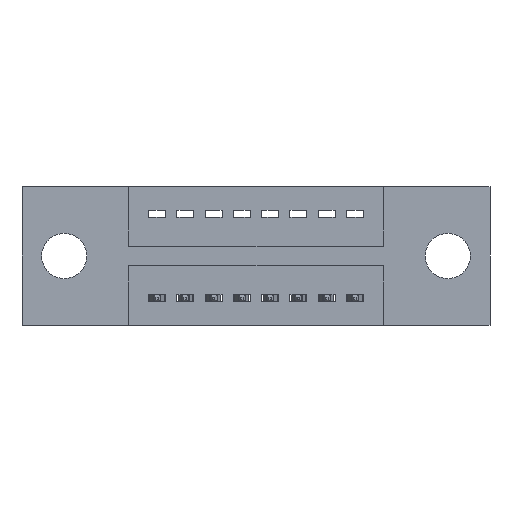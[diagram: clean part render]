
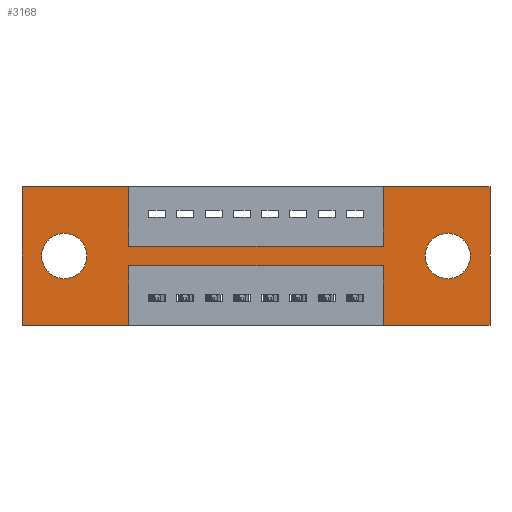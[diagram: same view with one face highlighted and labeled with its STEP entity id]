
A CAD part, front view. The second image highlights one B-rep face of the part: STEP entity #3168.
In plain terms, the highlighted planar face has unit normal (0, -1, 0).
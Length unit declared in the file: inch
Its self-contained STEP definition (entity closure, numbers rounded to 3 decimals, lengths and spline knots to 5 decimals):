
#31 = VERTEX_POINT ( 'NONE', #1660 ) ;
#174 = EDGE_CURVE ( 'NONE', #3862, #1625, #9010, .T. ) ;
#245 = DIRECTION ( 'NONE',  ( 0., 0., -1. ) ) ;
#566 = VERTEX_POINT ( 'NONE', #4246 ) ;
#576 = DIRECTION ( 'NONE',  ( 1., 0., 0. ) ) ;
#609 = ORIENTED_EDGE ( 'NONE', *, *, #1477, .F. ) ;
#793 = AXIS2_PLACEMENT_3D ( 'NONE', #9289, #8698, #2175 ) ;
#796 = DIRECTION ( 'NONE',  ( 0., 0., -1. ) ) ;
#1051 = CARTESIAN_POINT ( 'NONE',  ( 1.5055, 0., -0.325 ) ) ;
#1054 = VERTEX_POINT ( 'NONE', #3438 ) ;
#1055 = DIRECTION ( 'NONE',  ( -1., 0., 0. ) ) ;
#1092 = EDGE_LOOP ( 'NONE', ( #6172, #3834, #609, #5524, #3381, #1113, #8537, #1135, #3821, #8906, #4953, #4794 ) ) ;
#1113 = ORIENTED_EDGE ( 'NONE', *, *, #174, .F. ) ;
#1125 = VERTEX_POINT ( 'NONE', #5648 ) ;
#1135 = ORIENTED_EDGE ( 'NONE', *, *, #9091, .F. ) ;
#1146 = AXIS2_PLACEMENT_3D ( 'NONE', #3641, #7151, #6555 ) ;
#1274 = DIRECTION ( 'NONE',  ( 0., 1., 0. ) ) ;
#1283 = EDGE_CURVE ( 'NONE', #6171, #3962, #2657, .T. ) ;
#1461 = CARTESIAN_POINT ( 'NONE',  ( 0.3775, 0., -0.28 ) ) ;
#1477 = EDGE_CURVE ( 'NONE', #31, #6171, #5182, .T. ) ;
#1625 = VERTEX_POINT ( 'NONE', #1913 ) ;
#1660 = CARTESIAN_POINT ( 'NONE',  ( 0.3775, 0., 0. ) ) ;
#1845 = VERTEX_POINT ( 'NONE', #6475 ) ;
#1913 = CARTESIAN_POINT ( 'NONE',  ( 0., 0., -0.49 ) ) ;
#2045 = CARTESIAN_POINT ( 'NONE',  ( 0.3775, 0., -0.28 ) ) ;
#2175 = DIRECTION ( 'NONE',  ( 0., 0., -1. ) ) ;
#2196 = EDGE_CURVE ( 'NONE', #1845, #9141, #7657, .T. ) ;
#2236 = VECTOR ( 'NONE', #1055, 39.37008 ) ;
#2304 = CARTESIAN_POINT ( 'NONE',  ( 0., 0., 0. ) ) ;
#2493 = VECTOR ( 'NONE', #4321, 39.37008 ) ;
#2558 = CARTESIAN_POINT ( 'NONE',  ( 0., 0., -0.49 ) ) ;
#2642 = CIRCLE ( 'NONE', #1146, 0.08 ) ;
#2657 = LINE ( 'NONE', #4313, #3798 ) ;
#2670 = DIRECTION ( 'NONE',  ( 0., 1., 0. ) ) ;
#2750 = FACE_OUTER_BOUND ( 'NONE', #1092, .T. ) ;
#2809 = PLANE ( 'NONE',  #793 ) ;
#2874 = CARTESIAN_POINT ( 'NONE',  ( 1.2775, 0., -0.21 ) ) ;
#2881 = VECTOR ( 'NONE', #5918, 39.37008 ) ;
#3081 = DIRECTION ( 'NONE',  ( 0., 0., -1. ) ) ;
#3168 = ADVANCED_FACE ( 'NONE', ( #6947, #4106, #2750 ), #2809, .T. ) ;
#3363 = EDGE_CURVE ( 'NONE', #1054, #1125, #5603, .T. ) ;
#3381 = ORIENTED_EDGE ( 'NONE', *, *, #8279, .F. ) ;
#3395 = DIRECTION ( 'NONE',  ( 0., 0., 1. ) ) ;
#3416 = CARTESIAN_POINT ( 'NONE',  ( 0.1495, 0., -0.245 ) ) ;
#3438 = CARTESIAN_POINT ( 'NONE',  ( 1.2775, 0., 0. ) ) ;
#3633 = CARTESIAN_POINT ( 'NONE',  ( 1.2775, 0., -0.28 ) ) ;
#3641 = CARTESIAN_POINT ( 'NONE',  ( 0.1495, 0., -0.245 ) ) ;
#3652 = EDGE_CURVE ( 'NONE', #4228, #3862, #8083, .T. ) ;
#3798 = VECTOR ( 'NONE', #5681, 39.37008 ) ;
#3821 = ORIENTED_EDGE ( 'NONE', *, *, #2196, .F. ) ;
#3824 = DIRECTION ( 'NONE',  ( 1., 0., 0. ) ) ;
#3834 = ORIENTED_EDGE ( 'NONE', *, *, #1283, .F. ) ;
#3862 = VERTEX_POINT ( 'NONE', #5374 ) ;
#3878 = CARTESIAN_POINT ( 'NONE',  ( 1.5055, 0., -0.245 ) ) ;
#3962 = VERTEX_POINT ( 'NONE', #7736 ) ;
#3980 = LINE ( 'NONE', #2304, #4539 ) ;
#3999 = EDGE_CURVE ( 'NONE', #8363, #5424, #2642, .T. ) ;
#4106 = FACE_BOUND ( 'NONE', #5333, .T. ) ;
#4154 = CARTESIAN_POINT ( 'NONE',  ( 0., 0., 0. ) ) ;
#4228 = VERTEX_POINT ( 'NONE', #1461 ) ;
#4246 = CARTESIAN_POINT ( 'NONE',  ( 1.655, 0., -0.49 ) ) ;
#4313 = CARTESIAN_POINT ( 'NONE',  ( 0.3775, 0., -0.21 ) ) ;
#4321 = DIRECTION ( 'NONE',  ( -1., 0., 0. ) ) ;
#4379 = EDGE_CURVE ( 'NONE', #5984, #31, #8569, .T. ) ;
#4434 = EDGE_CURVE ( 'NONE', #1125, #566, #4955, .T. ) ;
#4458 = VECTOR ( 'NONE', #5777, 39.37008 ) ;
#4539 = VECTOR ( 'NONE', #5909, 39.37008 ) ;
#4592 = EDGE_CURVE ( 'NONE', #5424, #8363, #6493, .T. ) ;
#4678 = ORIENTED_EDGE ( 'NONE', *, *, #6565, .T. ) ;
#4742 = VECTOR ( 'NONE', #3081, 39.37008 ) ;
#4770 = DIRECTION ( 'NONE',  ( -1., 0., 0. ) ) ;
#4794 = ORIENTED_EDGE ( 'NONE', *, *, #3363, .F. ) ;
#4916 = VECTOR ( 'NONE', #576, 39.37008 ) ;
#4953 = ORIENTED_EDGE ( 'NONE', *, *, #4434, .F. ) ;
#4955 = LINE ( 'NONE', #6664, #4742 ) ;
#5182 = LINE ( 'NONE', #5800, #7324 ) ;
#5325 = CARTESIAN_POINT ( 'NONE',  ( 0.1495, 0., -0.165 ) ) ;
#5333 = EDGE_LOOP ( 'NONE', ( #9102, #7089 ) ) ;
#5343 = VECTOR ( 'NONE', #4770, 39.37008 ) ;
#5374 = CARTESIAN_POINT ( 'NONE',  ( 0.3775, 0., -0.49 ) ) ;
#5424 = VERTEX_POINT ( 'NONE', #8983 ) ;
#5493 = AXIS2_PLACEMENT_3D ( 'NONE', #3878, #8923, #245 ) ;
#5524 = ORIENTED_EDGE ( 'NONE', *, *, #4379, .F. ) ;
#5603 = LINE ( 'NONE', #4154, #4916 ) ;
#5648 = CARTESIAN_POINT ( 'NONE',  ( 1.655, 0., 0. ) ) ;
#5681 = DIRECTION ( 'NONE',  ( 1., 0., 0. ) ) ;
#5712 = AXIS2_PLACEMENT_3D ( 'NONE', #6424, #1274, #7154 ) ;
#5750 = CARTESIAN_POINT ( 'NONE',  ( 0.3775, 0., -0.28 ) ) ;
#5777 = DIRECTION ( 'NONE',  ( 0., 0., -1. ) ) ;
#5800 = CARTESIAN_POINT ( 'NONE',  ( 0.3775, 0., -0.21 ) ) ;
#5909 = DIRECTION ( 'NONE',  ( 0., 0., 1. ) ) ;
#5918 = DIRECTION ( 'NONE',  ( 0., 0., 1. ) ) ;
#5968 = CARTESIAN_POINT ( 'NONE',  ( 0., 0., 0. ) ) ;
#5984 = VERTEX_POINT ( 'NONE', #6369 ) ;
#6132 = CIRCLE ( 'NONE', #5712, 0.08 ) ;
#6171 = VERTEX_POINT ( 'NONE', #7300 ) ;
#6172 = ORIENTED_EDGE ( 'NONE', *, *, #6750, .F. ) ;
#6303 = EDGE_LOOP ( 'NONE', ( #7454, #4678 ) ) ;
#6321 = LINE ( 'NONE', #2045, #2493 ) ;
#6369 = CARTESIAN_POINT ( 'NONE',  ( 0., 0., 0. ) ) ;
#6424 = CARTESIAN_POINT ( 'NONE',  ( 1.5055, 0., -0.245 ) ) ;
#6475 = CARTESIAN_POINT ( 'NONE',  ( 1.2775, 0., -0.49 ) ) ;
#6493 = CIRCLE ( 'NONE', #8371, 0.08 ) ;
#6555 = DIRECTION ( 'NONE',  ( 0., 0., 1. ) ) ;
#6565 = EDGE_CURVE ( 'NONE', #7663, #8778, #6132, .T. ) ;
#6655 = VECTOR ( 'NONE', #3824, 39.37008 ) ;
#6664 = CARTESIAN_POINT ( 'NONE',  ( 1.655, 0., 0. ) ) ;
#6705 = CIRCLE ( 'NONE', #5493, 0.08 ) ;
#6750 = EDGE_CURVE ( 'NONE', #3962, #1054, #7039, .T. ) ;
#6923 = LINE ( 'NONE', #2558, #5343 ) ;
#6947 = FACE_BOUND ( 'NONE', #6303, .T. ) ;
#7039 = LINE ( 'NONE', #2874, #8955 ) ;
#7089 = ORIENTED_EDGE ( 'NONE', *, *, #4592, .T. ) ;
#7151 = DIRECTION ( 'NONE',  ( 0., 1., 0. ) ) ;
#7154 = DIRECTION ( 'NONE',  ( 0., 0., -1. ) ) ;
#7271 = EDGE_CURVE ( 'NONE', #8778, #7663, #6705, .T. ) ;
#7300 = CARTESIAN_POINT ( 'NONE',  ( 0.3775, 0., -0.21 ) ) ;
#7324 = VECTOR ( 'NONE', #796, 39.37008 ) ;
#7454 = ORIENTED_EDGE ( 'NONE', *, *, #7271, .T. ) ;
#7657 = LINE ( 'NONE', #8764, #2881 ) ;
#7663 = VERTEX_POINT ( 'NONE', #1051 ) ;
#7736 = CARTESIAN_POINT ( 'NONE',  ( 1.2775, 0., -0.21 ) ) ;
#7794 = EDGE_CURVE ( 'NONE', #566, #1845, #6923, .T. ) ;
#7948 = DIRECTION ( 'NONE',  ( 0., 0., 1. ) ) ;
#8083 = LINE ( 'NONE', #5750, #4458 ) ;
#8279 = EDGE_CURVE ( 'NONE', #1625, #5984, #3980, .T. ) ;
#8291 = CARTESIAN_POINT ( 'NONE',  ( 0., 0., -0.49 ) ) ;
#8363 = VERTEX_POINT ( 'NONE', #5325 ) ;
#8371 = AXIS2_PLACEMENT_3D ( 'NONE', #3416, #2670, #3395 ) ;
#8537 = ORIENTED_EDGE ( 'NONE', *, *, #3652, .F. ) ;
#8569 = LINE ( 'NONE', #5968, #6655 ) ;
#8698 = DIRECTION ( 'NONE',  ( 0., -1., 0. ) ) ;
#8764 = CARTESIAN_POINT ( 'NONE',  ( 1.2775, 0., -0.28 ) ) ;
#8778 = VERTEX_POINT ( 'NONE', #9071 ) ;
#8906 = ORIENTED_EDGE ( 'NONE', *, *, #7794, .F. ) ;
#8923 = DIRECTION ( 'NONE',  ( 0., 1., 0. ) ) ;
#8955 = VECTOR ( 'NONE', #7948, 39.37008 ) ;
#8983 = CARTESIAN_POINT ( 'NONE',  ( 0.1495, 0., -0.325 ) ) ;
#9010 = LINE ( 'NONE', #8291, #2236 ) ;
#9071 = CARTESIAN_POINT ( 'NONE',  ( 1.5055, 0., -0.165 ) ) ;
#9091 = EDGE_CURVE ( 'NONE', #9141, #4228, #6321, .T. ) ;
#9102 = ORIENTED_EDGE ( 'NONE', *, *, #3999, .T. ) ;
#9141 = VERTEX_POINT ( 'NONE', #3633 ) ;
#9289 = CARTESIAN_POINT ( 'NONE',  ( 0., 0., -0.49 ) ) ;
